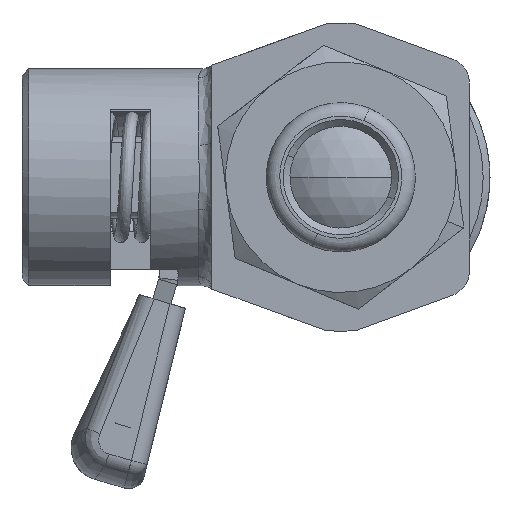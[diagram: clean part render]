
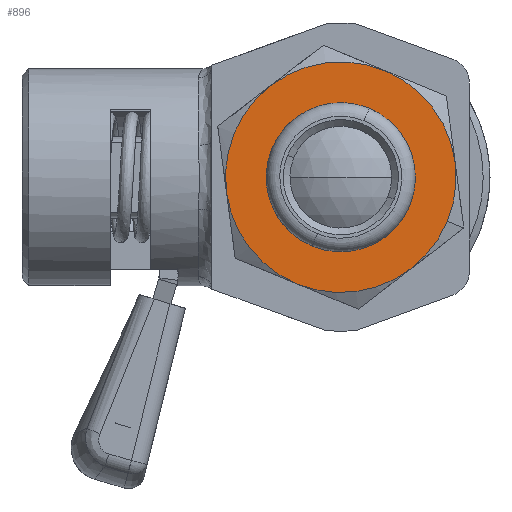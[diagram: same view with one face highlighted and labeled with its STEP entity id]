
A CAD part, left-side view. The second image highlights one B-rep face of the part: STEP entity #896.
In plain terms, the highlighted face is planar.
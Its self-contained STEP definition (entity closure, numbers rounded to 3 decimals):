
#747 = VERTEX_POINT ( 'NONE', #5951 ) ;
#753 = VERTEX_POINT ( 'NONE', #5946 ) ;
#755 = VERTEX_POINT ( 'NONE', #5944 ) ;
#782 = VERTEX_POINT ( 'NONE', #6049 ) ;
#792 = EDGE_CURVE ( 'NONE', #755, #753, #6036, .T. ) ;
#795 = VERTEX_POINT ( 'NONE', #6044 ) ;
#797 = VERTEX_POINT ( 'NONE', #6005 ) ;
#803 = EDGE_CURVE ( 'NONE', #795, #782, #6077, .T. ) ;
#835 = VERTEX_POINT ( 'NONE', #6149 ) ;
#844 = VERTEX_POINT ( 'NONE', #6146 ) ;
#883 = ORIENTED_EDGE ( 'NONE', *, *, #971, .F. ) ;
#884 = ORIENTED_EDGE ( 'NONE', *, *, #895, .T. ) ;
#888 = ORIENTED_EDGE ( 'NONE', *, *, #925, .T. ) ;
#889 = ORIENTED_EDGE ( 'NONE', *, *, #948, .T. ) ;
#895 = EDGE_CURVE ( 'NONE', #782, #957, #6286, .T. ) ;
#896 = ADVANCED_FACE ( 'NONE', ( #6277, #6279 ), #6268, .T. ) ;
#897 = ORIENTED_EDGE ( 'NONE', *, *, #792, .F. ) ;
#900 = EDGE_LOOP ( 'NONE', ( #883, #897 ) ) ;
#915 = ORIENTED_EDGE ( 'NONE', *, *, #945, .T. ) ;
#925 = EDGE_CURVE ( 'NONE', #797, #747, #6058, .T. ) ;
#928 = ORIENTED_EDGE ( 'NONE', *, *, #803, .T. ) ;
#945 = EDGE_CURVE ( 'NONE', #835, #797, #6348, .T. ) ;
#947 = EDGE_CURVE ( 'NONE', #957, #835, #6350, .T. ) ;
#948 = EDGE_CURVE ( 'NONE', #844, #795, #6352, .T. ) ;
#956 = EDGE_CURVE ( 'NONE', #747, #844, #6374, .T. ) ;
#957 = VERTEX_POINT ( 'NONE', #6340 ) ;
#971 = EDGE_CURVE ( 'NONE', #753, #755, #6323, .T. ) ;
#972 = EDGE_LOOP ( 'NONE', ( #884, #984, #915, #888, #973, #889, #928 ) ) ;
#973 = ORIENTED_EDGE ( 'NONE', *, *, #956, .T. ) ;
#984 = ORIENTED_EDGE ( 'NONE', *, *, #947, .T. ) ;
#5559 = DIRECTION ( 'NONE',  ( 0., 0., 1. ) ) ;
#5944 = CARTESIAN_POINT ( 'NONE',  ( 10.285, 0., -5.25 ) ) ;
#5946 = CARTESIAN_POINT ( 'NONE',  ( 10.285, 0., 5.25 ) ) ;
#5951 = CARTESIAN_POINT ( 'NONE',  ( 10.285, 8.5, 0. ) ) ;
#6005 = CARTESIAN_POINT ( 'NONE',  ( 10.285, 4.25, -7.361 ) ) ;
#6031 = AXIS2_PLACEMENT_3D ( 'NONE', #6088, #6062, #6061 ) ;
#6032 = DIRECTION ( 'NONE',  ( 0., 0., 1. ) ) ;
#6033 = DIRECTION ( 'NONE',  ( 1., 0., 0. ) ) ;
#6034 = CARTESIAN_POINT ( 'NONE',  ( 10.285, 0., 0. ) ) ;
#6035 = AXIS2_PLACEMENT_3D ( 'NONE', #6034, #6033, #6032 ) ;
#6036 = CIRCLE ( 'NONE', #6035, 5.25 ) ;
#6044 = CARTESIAN_POINT ( 'NONE',  ( 10.285, 0., 8.5 ) ) ;
#6049 = CARTESIAN_POINT ( 'NONE',  ( 10.285, -4.25, 7.361 ) ) ;
#6055 = CARTESIAN_POINT ( 'NONE',  ( 10.285, 0., 0. ) ) ;
#6056 = AXIS2_PLACEMENT_3D ( 'NONE', #6055, #6065, #5559 ) ;
#6058 = CIRCLE ( 'NONE', #6056, 8.5 ) ;
#6061 = DIRECTION ( 'NONE',  ( 0., 0., 1. ) ) ;
#6062 = DIRECTION ( 'NONE',  ( 1., 0., 0. ) ) ;
#6065 = DIRECTION ( 'NONE',  ( 1., 0., 0. ) ) ;
#6077 = CIRCLE ( 'NONE', #6031, 8.5 ) ;
#6088 = CARTESIAN_POINT ( 'NONE',  ( 10.285, 0., 0. ) ) ;
#6146 = CARTESIAN_POINT ( 'NONE',  ( 10.285, 4.25, 7.361 ) ) ;
#6149 = CARTESIAN_POINT ( 'NONE',  ( 10.285, -4.25, -7.361 ) ) ;
#6264 = DIRECTION ( 'NONE',  ( 0., 0., -1. ) ) ;
#6265 = DIRECTION ( 'NONE',  ( 1., 0., 0. ) ) ;
#6266 = CARTESIAN_POINT ( 'NONE',  ( 10.285, -5.25, 0. ) ) ;
#6267 = AXIS2_PLACEMENT_3D ( 'NONE', #6266, #6265, #6264 ) ;
#6268 = PLANE ( 'NONE',  #6267 ) ;
#6272 = DIRECTION ( 'NONE',  ( 0., 0., 1. ) ) ;
#6273 = DIRECTION ( 'NONE',  ( 1., 0., 0. ) ) ;
#6274 = CARTESIAN_POINT ( 'NONE',  ( 10.285, 0., 0. ) ) ;
#6275 = AXIS2_PLACEMENT_3D ( 'NONE', #6274, #6273, #6272 ) ;
#6277 = FACE_BOUND ( 'NONE', #900, .T. ) ;
#6279 = FACE_OUTER_BOUND ( 'NONE', #972, .T. ) ;
#6286 = CIRCLE ( 'NONE', #6275, 8.5 ) ;
#6322 = CARTESIAN_POINT ( 'NONE',  ( 10.285, 0., 0. ) ) ;
#6323 = CIRCLE ( 'NONE', #6412, 5.25 ) ;
#6325 = DIRECTION ( 'NONE',  ( 0., 0., 1. ) ) ;
#6326 = DIRECTION ( 'NONE',  ( 1., 0., 0. ) ) ;
#6330 = DIRECTION ( 'NONE',  ( 0., 0., 1. ) ) ;
#6335 = CARTESIAN_POINT ( 'NONE',  ( 10.285, 0., 0. ) ) ;
#6339 = CARTESIAN_POINT ( 'NONE',  ( 10.285, 0., 0. ) ) ;
#6340 = CARTESIAN_POINT ( 'NONE',  ( 10.285, -8.5, 0. ) ) ;
#6341 = DIRECTION ( 'NONE',  ( 1., 0., 0. ) ) ;
#6342 = DIRECTION ( 'NONE',  ( 0., 0., 1. ) ) ;
#6343 = DIRECTION ( 'NONE',  ( 1., 0., 0. ) ) ;
#6344 = CARTESIAN_POINT ( 'NONE',  ( 10.285, 0., 0. ) ) ;
#6345 = AXIS2_PLACEMENT_3D ( 'NONE', #6344, #6343, #6342 ) ;
#6346 = AXIS2_PLACEMENT_3D ( 'NONE', #6335, #6326, #6325 ) ;
#6348 = CIRCLE ( 'NONE', #6345, 8.5 ) ;
#6350 = CIRCLE ( 'NONE', #6351, 8.5 ) ;
#6351 = AXIS2_PLACEMENT_3D ( 'NONE', #6339, #6341, #6330 ) ;
#6352 = CIRCLE ( 'NONE', #6346, 8.5 ) ;
#6363 = CARTESIAN_POINT ( 'NONE',  ( 10.285, 0., 0. ) ) ;
#6371 = DIRECTION ( 'NONE',  ( 0., 0., 1. ) ) ;
#6372 = DIRECTION ( 'NONE',  ( 1., 0., 0. ) ) ;
#6373 = AXIS2_PLACEMENT_3D ( 'NONE', #6322, #6372, #6371 ) ;
#6374 = CIRCLE ( 'NONE', #6373, 8.5 ) ;
#6410 = DIRECTION ( 'NONE',  ( 0., 0., 1. ) ) ;
#6411 = DIRECTION ( 'NONE',  ( 1., 0., 0. ) ) ;
#6412 = AXIS2_PLACEMENT_3D ( 'NONE', #6363, #6411, #6410 ) ;
